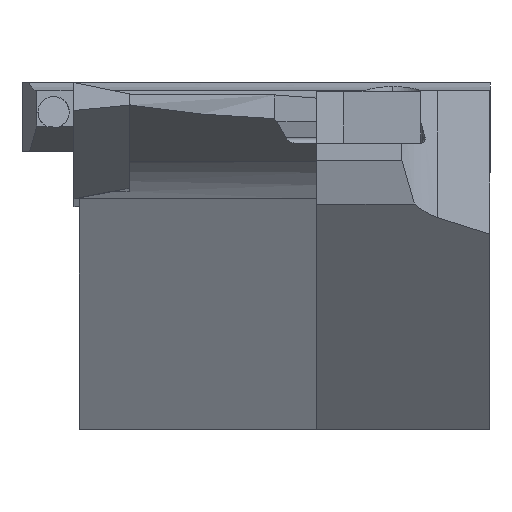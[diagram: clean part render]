
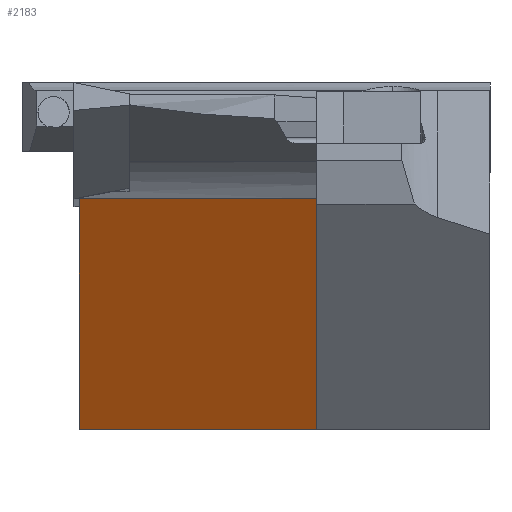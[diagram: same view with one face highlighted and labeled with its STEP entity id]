
A CAD part, left-side view. The second image highlights one B-rep face of the part: STEP entity #2183.
In plain terms, the highlighted planar face has unit normal (-0.87, 0, -0.492).
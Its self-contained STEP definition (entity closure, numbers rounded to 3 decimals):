
#59 = LINE ( 'NONE', #2397, #2390 ) ;
#394 = ORIENTED_EDGE ( 'NONE', *, *, #1946, .T. ) ;
#507 = DIRECTION ( 'NONE',  ( 0., 1., 0. ) ) ;
#524 = VECTOR ( 'NONE', #2043, 1000. ) ;
#528 = CARTESIAN_POINT ( 'NONE',  ( -118.444, -3.5, 3.298 ) ) ;
#671 = FACE_OUTER_BOUND ( 'NONE', #2611, .T. ) ;
#1239 = AXIS2_PLACEMENT_3D ( 'NONE', #2168, #1515, #3326 ) ;
#1243 = PLANE ( 'NONE',  #1239 ) ;
#1337 = CARTESIAN_POINT ( 'NONE',  ( -118.444, 10.2, 3.298 ) ) ;
#1427 = EDGE_CURVE ( 'NONE', #2094, #1913, #59, .T. ) ;
#1515 = DIRECTION ( 'NONE',  ( 0.87, 0., 0.492 ) ) ;
#1584 = LINE ( 'NONE', #2324, #3091 ) ;
#1642 = VERTEX_POINT ( 'NONE', #1337 ) ;
#1738 = CARTESIAN_POINT ( 'NONE',  ( -118.444, 10.2, 3.298 ) ) ;
#1776 = VERTEX_POINT ( 'NONE', #3215 ) ;
#1913 = VERTEX_POINT ( 'NONE', #528 ) ;
#1930 = DIRECTION ( 'NONE',  ( 0., 1., 0. ) ) ;
#1946 = EDGE_CURVE ( 'NONE', #1642, #1776, #2060, .T. ) ;
#1963 = LINE ( 'NONE', #2913, #3471 ) ;
#2043 = DIRECTION ( 'NONE',  ( 0.492, 0., -0.87 ) ) ;
#2060 = LINE ( 'NONE', #1738, #524 ) ;
#2094 = VERTEX_POINT ( 'NONE', #2809 ) ;
#2168 = CARTESIAN_POINT ( 'NONE',  ( -118.444, -160.871, 3.298 ) ) ;
#2183 = ADVANCED_FACE ( 'NONE', ( #671 ), #1243, .F. ) ;
#2324 = CARTESIAN_POINT ( 'NONE',  ( -118.444, -160.871, 3.298 ) ) ;
#2390 = VECTOR ( 'NONE', #3317, 1000. ) ;
#2397 = CARTESIAN_POINT ( 'NONE',  ( -118.444, -3.5, 3.298 ) ) ;
#2450 = ORIENTED_EDGE ( 'NONE', *, *, #2516, .F. ) ;
#2516 = EDGE_CURVE ( 'NONE', #2094, #1776, #1963, .T. ) ;
#2611 = EDGE_LOOP ( 'NONE', ( #2772, #394, #2450, #3202 ) ) ;
#2642 = EDGE_CURVE ( 'NONE', #1913, #1642, #1584, .T. ) ;
#2772 = ORIENTED_EDGE ( 'NONE', *, *, #2642, .T. ) ;
#2809 = CARTESIAN_POINT ( 'NONE',  ( -110.92, -3.5, -10. ) ) ;
#2913 = CARTESIAN_POINT ( 'NONE',  ( -110.92, -160.871, -10. ) ) ;
#3091 = VECTOR ( 'NONE', #507, 1000. ) ;
#3202 = ORIENTED_EDGE ( 'NONE', *, *, #1427, .T. ) ;
#3215 = CARTESIAN_POINT ( 'NONE',  ( -110.92, 10.2, -10. ) ) ;
#3317 = DIRECTION ( 'NONE',  ( -0.492, 0., 0.87 ) ) ;
#3326 = DIRECTION ( 'NONE',  ( 0.492, 0., -0.87 ) ) ;
#3471 = VECTOR ( 'NONE', #1930, 1000. ) ;
